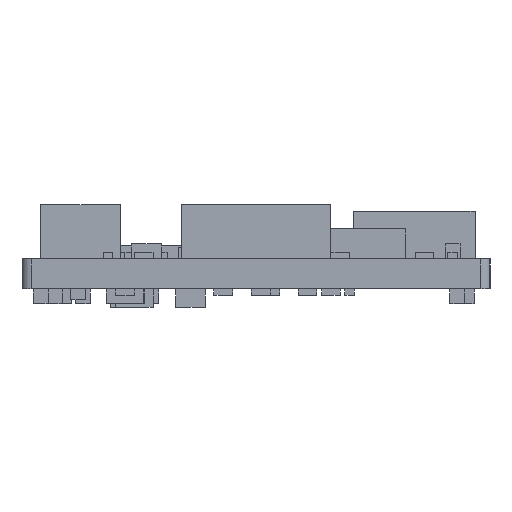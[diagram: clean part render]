
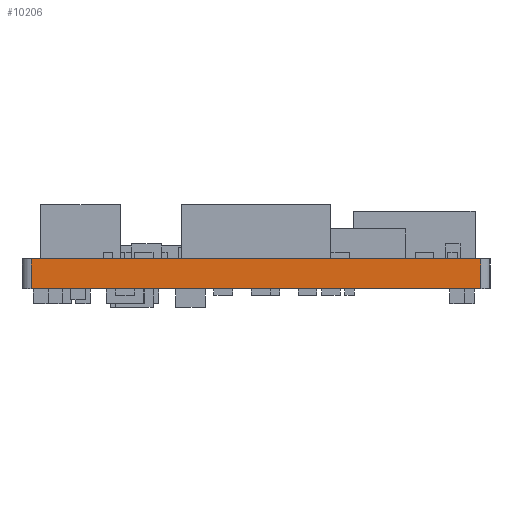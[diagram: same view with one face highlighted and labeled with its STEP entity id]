
A CAD part, left-side view. The second image highlights one B-rep face of the part: STEP entity #10206.
In plain terms, the highlighted planar face has unit normal (-1, 0, 0).
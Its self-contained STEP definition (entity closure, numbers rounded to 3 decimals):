
#200=FACE_OUTER_BOUND('',#914,.T.);
#914=EDGE_LOOP('',(#7331,#7332,#7333,#7334));
#1501=LINE('',#14213,#2857);
#1704=LINE('',#14642,#3060);
#1972=LINE('',#15324,#3328);
#1973=LINE('',#15326,#3329);
#2857=VECTOR('',#11485,1000.);
#3060=VECTOR('',#11712,1000.);
#3328=VECTOR('',#12178,1000.);
#3329=VECTOR('',#12181,1000.);
#4304=VERTEX_POINT('',#14210);
#4305=VERTEX_POINT('',#14212);
#4518=VERTEX_POINT('',#14639);
#4519=VERTEX_POINT('',#14641);
#5280=EDGE_CURVE('',#4304,#4305,#1501,.T.);
#5494=EDGE_CURVE('',#4519,#4518,#1704,.T.);
#5836=EDGE_CURVE('',#4304,#4519,#1972,.T.);
#5837=EDGE_CURVE('',#4305,#4518,#1973,.T.);
#7331=ORIENTED_EDGE('',*,*,#5494,.T.);
#7332=ORIENTED_EDGE('',*,*,#5837,.F.);
#7333=ORIENTED_EDGE('',*,*,#5280,.F.);
#7334=ORIENTED_EDGE('',*,*,#5836,.T.);
#9611=PLANE('',#10904);
#10206=ADVANCED_FACE('',(#200),#9611,.F.);
#10904=AXIS2_PLACEMENT_3D('',#15325,#12179,#12180);
#11485=DIRECTION('',(0.,-1.,0.));
#11712=DIRECTION('',(0.,-1.,0.));
#12178=DIRECTION('',(0.,0.,-1.));
#12179=DIRECTION('center_axis',(1.,0.,0.));
#12180=DIRECTION('ref_axis',(0.,0.,-1.));
#12181=DIRECTION('',(0.,0.,-1.));
#14210=CARTESIAN_POINT('',(0.,24.5,1.6));
#14212=CARTESIAN_POINT('',(0.,0.5,1.6));
#14213=CARTESIAN_POINT('',(0.,24.5,1.6));
#14639=CARTESIAN_POINT('',(0.,0.5,0.));
#14641=CARTESIAN_POINT('',(0.,24.5,0.));
#14642=CARTESIAN_POINT('',(0.,24.5,0.));
#15324=CARTESIAN_POINT('',(0.,24.5,1.6));
#15325=CARTESIAN_POINT('Origin',(0.,24.5,1.6));
#15326=CARTESIAN_POINT('',(0.,0.5,1.6));
